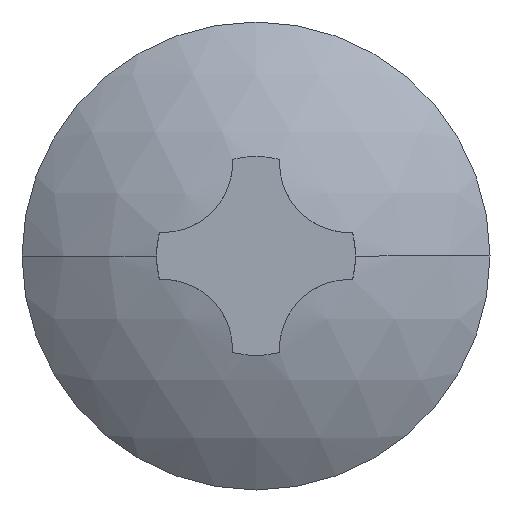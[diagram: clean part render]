
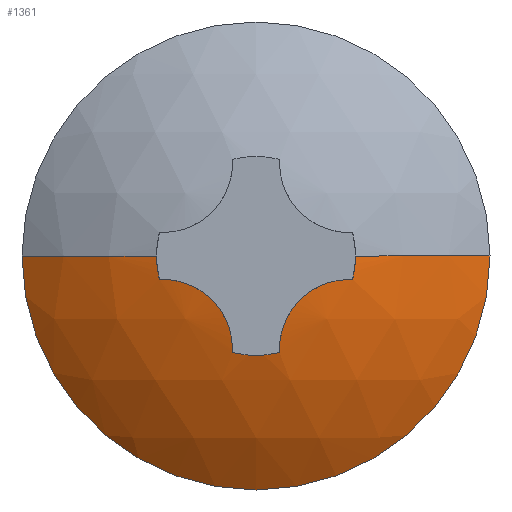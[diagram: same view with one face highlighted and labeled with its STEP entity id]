
A CAD part, left-side view. The second image highlights one B-rep face of the part: STEP entity #1361.
In plain terms, the highlighted spherical face has radius 3.2 mm.
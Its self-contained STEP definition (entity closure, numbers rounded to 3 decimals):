
#22 = ORIENTED_EDGE ( 'NONE', *, *, #354, .T. ) ;
#26 = EDGE_CURVE ( 'NONE', #1304, #1365, #1503, .T. ) ;
#88 = CARTESIAN_POINT ( 'NONE',  ( -4.898, -2., 0. ) ) ;
#116 = CIRCLE ( 'NONE', #141, 3.194 ) ;
#141 = AXIS2_PLACEMENT_3D ( 'NONE', #304, #1114, #433 ) ;
#149 = ORIENTED_EDGE ( 'NONE', *, *, #623, .T. ) ;
#153 = CARTESIAN_POINT ( 'NONE',  ( -5.485, 0., 0. ) ) ;
#164 = DIRECTION ( 'NONE',  ( 0., 0., -1. ) ) ;
#173 = CARTESIAN_POINT ( 'NONE',  ( -5.485, -0.85, 0. ) ) ;
#174 = AXIS2_PLACEMENT_3D ( 'NONE', #1101, #419, #1222 ) ;
#176 = EDGE_CURVE ( 'NONE', #688, #1304, #276, .T. ) ;
#198 = CARTESIAN_POINT ( 'NONE',  ( -5.492, -0.8, -0.2 ) ) ;
#212 = EDGE_LOOP ( 'NONE', ( #604, #555, #22, #845, #351, #828, #1299, #1168, #513, #559, #149, #402 ) ) ;
#244 = AXIS2_PLACEMENT_3D ( 'NONE', #358, #1154, #469 ) ;
#245 = CIRCLE ( 'NONE', #831, 3.2 ) ;
#254 = EDGE_CURVE ( 'NONE', #1227, #688, #839, .T. ) ;
#270 = DIRECTION ( 'NONE',  ( 0., 0., -1. ) ) ;
#276 = CIRCLE ( 'NONE', #862, 3.194 ) ;
#304 = CARTESIAN_POINT ( 'NONE',  ( -2.4, 0., -0.2 ) ) ;
#309 = VERTEX_POINT ( 'NONE', #173 ) ;
#311 = VERTEX_POINT ( 'NONE', #1104 ) ;
#317 = B_SPLINE_CURVE_WITH_KNOTS ( 'NONE', 3,
 ( #993, #1106, #1228, #529, #1353, #655, #1464, #759 ),
 .UNSPECIFIED., .F., .F.,
 ( 4, 2, 2, 4 ),
 ( 0., 0., 0., 0.001 ),
 .UNSPECIFIED. ) ;
#323 = CARTESIAN_POINT ( 'NONE',  ( -5.485, 0.2, -0.826 ) ) ;
#351 = ORIENTED_EDGE ( 'NONE', *, *, #176, .T. ) ;
#353 = DIRECTION ( 'NONE',  ( 1., 0., 0. ) ) ;
#354 = EDGE_CURVE ( 'NONE', #311, #1227, #116, .T. ) ;
#358 = CARTESIAN_POINT ( 'NONE',  ( -2.4, 0.2, 0. ) ) ;
#375 = VERTEX_POINT ( 'NONE', #1362 ) ;
#402 = ORIENTED_EDGE ( 'NONE', *, *, #752, .F. ) ;
#406 = VERTEX_POINT ( 'NONE', #888 ) ;
#407 = CARTESIAN_POINT ( 'NONE',  ( -5.492, 0.2, -0.8 ) ) ;
#419 = DIRECTION ( 'NONE',  ( 1., 0., 0. ) ) ;
#424 = EDGE_CURVE ( 'NONE', #309, #909, #245, .T. ) ;
#433 = DIRECTION ( 'NONE',  ( 0., -1., 0. ) ) ;
#440 = DIRECTION ( 'NONE',  ( 0., -1., 0. ) ) ;
#442 = AXIS2_PLACEMENT_3D ( 'NONE', #480, #1298, #598 ) ;
#451 = CARTESIAN_POINT ( 'NONE',  ( -2.4, 0., 0. ) ) ;
#453 = CARTESIAN_POINT ( 'NONE',  ( -2.4, 0., 0. ) ) ;
#456 = CARTESIAN_POINT ( 'NONE',  ( -5.55, -0.499, -0.275 ) ) ;
#466 = CARTESIAN_POINT ( 'NONE',  ( -4.898, 2., 0. ) ) ;
#469 = DIRECTION ( 'NONE',  ( 0., 0., -1. ) ) ;
#472 = AXIS2_PLACEMENT_3D ( 'NONE', #854, #164, #982 ) ;
#480 = CARTESIAN_POINT ( 'NONE',  ( -2.4, 0., 0. ) ) ;
#487 = CARTESIAN_POINT ( 'NONE',  ( -5.485, 0., 0. ) ) ;
#498 = EDGE_CURVE ( 'NONE', #309, #311, #1391, .T. ) ;
#513 = ORIENTED_EDGE ( 'NONE', *, *, #1068, .T. ) ;
#529 = CARTESIAN_POINT ( 'NONE',  ( -5.55, 0.275, -0.499 ) ) ;
#535 = CARTESIAN_POINT ( 'NONE',  ( -5.485, -0.2, -0.826 ) ) ;
#540 = SPHERICAL_SURFACE ( 'NONE', #901, 3.2 ) ;
#551 = DIRECTION ( 'NONE',  ( 0., 1., 0. ) ) ;
#555 = ORIENTED_EDGE ( 'NONE', *, *, #498, .T. ) ;
#558 = DIRECTION ( 'NONE',  ( 0., -1., 0. ) ) ;
#559 = ORIENTED_EDGE ( 'NONE', *, *, #992, .T. ) ;
#563 = CARTESIAN_POINT ( 'NONE',  ( -5.556, -0.264, -0.487 ) ) ;
#594 = CIRCLE ( 'NONE', #472, 3.194 ) ;
#598 = DIRECTION ( 'NONE',  ( -1., 0., 0. ) ) ;
#604 = ORIENTED_EDGE ( 'NONE', *, *, #424, .F. ) ;
#606 = DIRECTION ( 'NONE',  ( 0., 0., -1. ) ) ;
#623 = EDGE_CURVE ( 'NONE', #375, #1450, #1006, .T. ) ;
#655 = CARTESIAN_POINT ( 'NONE',  ( -5.556, 0.487, -0.264 ) ) ;
#686 = CARTESIAN_POINT ( 'NONE',  ( -5.492, -0.2, -0.8 ) ) ;
#688 = VERTEX_POINT ( 'NONE', #1310 ) ;
#713 = VERTEX_POINT ( 'NONE', #827 ) ;
#752 = EDGE_CURVE ( 'NONE', #909, #1450, #811, .T. ) ;
#759 = CARTESIAN_POINT ( 'NONE',  ( -5.492, 0.8, -0.2 ) ) ;
#811 = CIRCLE ( 'NONE', #174, 2. ) ;
#827 = CARTESIAN_POINT ( 'NONE',  ( -5.492, 0.8, -0.2 ) ) ;
#828 = ORIENTED_EDGE ( 'NONE', *, *, #26, .T. ) ;
#831 = AXIS2_PLACEMENT_3D ( 'NONE', #453, #1260, #558 ) ;
#839 = B_SPLINE_CURVE_WITH_KNOTS ( 'NONE', 3,
 ( #1137, #1490, #1379, #456, #1267, #563, #1386, #686 ),
 .UNSPECIFIED., .F., .F.,
 ( 4, 2, 2, 4 ),
 ( 0., 0., 0., 0.001 ),
 .UNSPECIFIED. ) ;
#845 = ORIENTED_EDGE ( 'NONE', *, *, #254, .T. ) ;
#854 = CARTESIAN_POINT ( 'NONE',  ( -2.4, 0., -0.2 ) ) ;
#862 = AXIS2_PLACEMENT_3D ( 'NONE', #1119, #440, #1241 ) ;
#888 = CARTESIAN_POINT ( 'NONE',  ( -5.485, 0.826, -0.2 ) ) ;
#901 = AXIS2_PLACEMENT_3D ( 'NONE', #451, #1021, #551 ) ;
#909 = VERTEX_POINT ( 'NONE', #88 ) ;
#971 = DIRECTION ( 'NONE',  ( 1., 0., 0. ) ) ;
#982 = DIRECTION ( 'NONE',  ( 0., -1., 0. ) ) ;
#992 = EDGE_CURVE ( 'NONE', #406, #375, #1526, .T. ) ;
#993 = CARTESIAN_POINT ( 'NONE',  ( -5.492, 0.2, -0.8 ) ) ;
#1006 = CIRCLE ( 'NONE', #442, 3.2 ) ;
#1021 = DIRECTION ( 'NONE',  ( 0., 0., 1. ) ) ;
#1042 = CARTESIAN_POINT ( 'NONE',  ( -5.485, 0., 0. ) ) ;
#1068 = EDGE_CURVE ( 'NONE', #713, #406, #594, .T. ) ;
#1073 = VERTEX_POINT ( 'NONE', #407 ) ;
#1101 = CARTESIAN_POINT ( 'NONE',  ( -4.898, 0., 0. ) ) ;
#1104 = CARTESIAN_POINT ( 'NONE',  ( -5.485, -0.826, -0.2 ) ) ;
#1106 = CARTESIAN_POINT ( 'NONE',  ( -5.512, 0.2, -0.722 ) ) ;
#1112 = AXIS2_PLACEMENT_3D ( 'NONE', #487, #1306, #606 ) ;
#1114 = DIRECTION ( 'NONE',  ( 0., 0., -1. ) ) ;
#1119 = CARTESIAN_POINT ( 'NONE',  ( -2.4, -0.2, 0. ) ) ;
#1137 = CARTESIAN_POINT ( 'NONE',  ( -5.492, -0.8, -0.2 ) ) ;
#1144 = EDGE_CURVE ( 'NONE', #1073, #713, #317, .T. ) ;
#1146 = DIRECTION ( 'NONE',  ( 0., 0., -1. ) ) ;
#1154 = DIRECTION ( 'NONE',  ( 0., 1., 0. ) ) ;
#1156 = FACE_OUTER_BOUND ( 'NONE', #212, .T. ) ;
#1168 = ORIENTED_EDGE ( 'NONE', *, *, #1144, .T. ) ;
#1207 = CIRCLE ( 'NONE', #244, 3.194 ) ;
#1222 = DIRECTION ( 'NONE',  ( 0., 1., 0. ) ) ;
#1227 = VERTEX_POINT ( 'NONE', #198 ) ;
#1228 = CARTESIAN_POINT ( 'NONE',  ( -5.528, 0.215, -0.645 ) ) ;
#1241 = DIRECTION ( 'NONE',  ( 0., 0., 1. ) ) ;
#1260 = DIRECTION ( 'NONE',  ( 0., 0., 1. ) ) ;
#1267 = CARTESIAN_POINT ( 'NONE',  ( -5.556, -0.432, -0.32 ) ) ;
#1298 = DIRECTION ( 'NONE',  ( 0., 0., -1. ) ) ;
#1299 = ORIENTED_EDGE ( 'NONE', *, *, #1458, .T. ) ;
#1304 = VERTEX_POINT ( 'NONE', #535 ) ;
#1306 = DIRECTION ( 'NONE',  ( 1., 0., 0. ) ) ;
#1310 = CARTESIAN_POINT ( 'NONE',  ( -5.492, -0.2, -0.8 ) ) ;
#1353 = CARTESIAN_POINT ( 'NONE',  ( -5.556, 0.32, -0.432 ) ) ;
#1361 = ADVANCED_FACE ( 'NONE', ( #1156 ), #540, .T. ) ;
#1362 = CARTESIAN_POINT ( 'NONE',  ( -5.485, 0.85, 0. ) ) ;
#1365 = VERTEX_POINT ( 'NONE', #323 ) ;
#1379 = CARTESIAN_POINT ( 'NONE',  ( -5.528, -0.645, -0.215 ) ) ;
#1386 = CARTESIAN_POINT ( 'NONE',  ( -5.532, -0.2, -0.645 ) ) ;
#1391 = CIRCLE ( 'NONE', #1402, 0.85 ) ;
#1402 = AXIS2_PLACEMENT_3D ( 'NONE', #1042, #353, #1146 ) ;
#1450 = VERTEX_POINT ( 'NONE', #466 ) ;
#1458 = EDGE_CURVE ( 'NONE', #1365, #1073, #1207, .T. ) ;
#1464 = CARTESIAN_POINT ( 'NONE',  ( -5.532, 0.645, -0.2 ) ) ;
#1490 = CARTESIAN_POINT ( 'NONE',  ( -5.512, -0.722, -0.2 ) ) ;
#1503 = CIRCLE ( 'NONE', #1112, 0.85 ) ;
#1517 = AXIS2_PLACEMENT_3D ( 'NONE', #153, #971, #270 ) ;
#1526 = CIRCLE ( 'NONE', #1517, 0.85 ) ;
